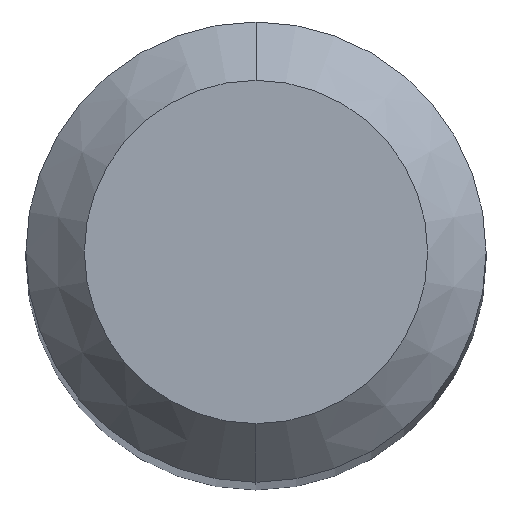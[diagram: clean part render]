
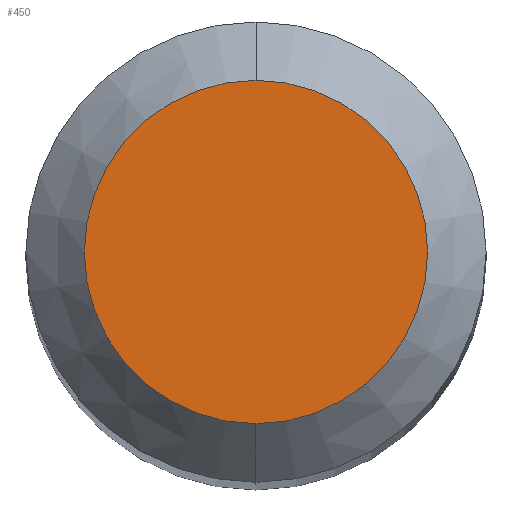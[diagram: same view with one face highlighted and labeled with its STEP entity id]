
A CAD part, top view. The second image highlights one B-rep face of the part: STEP entity #450.
In plain terms, the highlighted planar face has unit normal (0, 0, 1).
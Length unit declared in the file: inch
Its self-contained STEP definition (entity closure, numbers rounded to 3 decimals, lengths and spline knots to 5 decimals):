
#4 = DIRECTION ( 'NONE',  ( 0., 1., 0. ) ) ;
#37 = DIRECTION ( 'NONE',  ( 0., -1., 0. ) ) ;
#67 = DIRECTION ( 'NONE',  ( 0., -1., 0. ) ) ;
#87 = CIRCLE ( 'NONE', #406, 0.04405 ) ;
#105 = CARTESIAN_POINT ( 'NONE',  ( 0., 0., 0. ) ) ;
#113 = EDGE_CURVE ( 'NONE', #458, #444, #87, .T. ) ;
#116 = PLANE ( 'NONE',  #322 ) ;
#129 = EDGE_LOOP ( 'NONE', ( #288, #273 ) ) ;
#156 = CARTESIAN_POINT ( 'NONE',  ( 0., -0.04405, 0. ) ) ;
#178 = CARTESIAN_POINT ( 'NONE',  ( 0., 0., 0. ) ) ;
#256 = DIRECTION ( 'NONE',  ( 0., 0., 1. ) ) ;
#266 = CARTESIAN_POINT ( 'NONE',  ( 0., 0.04405, 0. ) ) ;
#273 = ORIENTED_EDGE ( 'NONE', *, *, #113, .T. ) ;
#288 = ORIENTED_EDGE ( 'NONE', *, *, #343, .T. ) ;
#306 = FACE_OUTER_BOUND ( 'NONE', #129, .T. ) ;
#322 = AXIS2_PLACEMENT_3D ( 'NONE', #266, #433, #4 ) ;
#343 = EDGE_CURVE ( 'NONE', #444, #458, #375, .T. ) ;
#348 = CARTESIAN_POINT ( 'NONE',  ( 0., 0.04405, 0. ) ) ;
#368 = AXIS2_PLACEMENT_3D ( 'NONE', #178, #463, #37 ) ;
#375 = CIRCLE ( 'NONE', #368, 0.04405 ) ;
#406 = AXIS2_PLACEMENT_3D ( 'NONE', #105, #256, #67 ) ;
#433 = DIRECTION ( 'NONE',  ( 0., 0., -1. ) ) ;
#444 = VERTEX_POINT ( 'NONE', #348 ) ;
#450 = ADVANCED_FACE ( 'NONE', ( #306 ), #116, .F. ) ;
#458 = VERTEX_POINT ( 'NONE', #156 ) ;
#463 = DIRECTION ( 'NONE',  ( 0., 0., 1. ) ) ;
